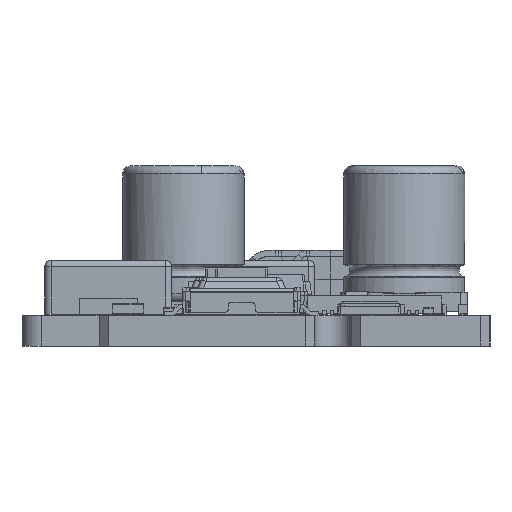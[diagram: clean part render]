
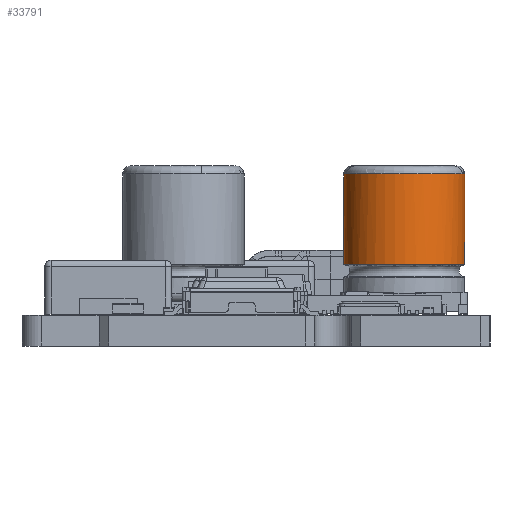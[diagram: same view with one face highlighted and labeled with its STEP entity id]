
A CAD part, left-side view. The second image highlights one B-rep face of the part: STEP entity #33791.
In plain terms, the highlighted cylindrical face has radius 3.15 mm (diameter 6.3 mm), a full revolution.
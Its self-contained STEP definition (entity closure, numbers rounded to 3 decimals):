
#33457 = VERTEX_POINT('',#33458);
#33458 = CARTESIAN_POINT('',(-3.15,0.,2.593));
#33464 = EDGE_CURVE('',#33457,#33457,#33465,.T.);
#33465 = ( BOUNDED_CURVE() B_SPLINE_CURVE(13,(#33466,#33467,#33468,
    #33469,#33470,#33471,#33472,#33473,#33474,#33475,#33476,#33477,
#33478,#33479),.UNSPECIFIED.,.T.,.F.) B_SPLINE_CURVE_WITH_KNOTS((1,13,13
    ,1),(-19.792,0.,19.792,
39.584),.UNSPECIFIED.) CURVE() GEOMETRIC_REPRESENTATION_ITEM() 
RATIONAL_B_SPLINE_CURVE((1.,1.,1.,1.,
    1.,1.,1.,1.,
    1.,1.,1.,1.,1.,1.)) 
REPRESENTATION_ITEM('') );
#33466 = CARTESIAN_POINT('',(-3.15,0.,2.593));
#33467 = CARTESIAN_POINT('',(-3.15,1.5,
    2.593));
#33468 = CARTESIAN_POINT('',(-2.375,3.035,
    2.593));
#33469 = CARTESIAN_POINT('',(-0.779,4.133,
    2.593));
#33470 = CARTESIAN_POINT('',(1.417,4.302,
    2.593));
#33471 = CARTESIAN_POINT('',(3.314,3.132,
    2.593));
#33472 = CARTESIAN_POINT('',(4.706,1.424,
    2.593));
#33473 = CARTESIAN_POINT('',(4.706,-1.424,
    2.593));
#33474 = CARTESIAN_POINT('',(3.314,-3.132,
    2.593));
#33475 = CARTESIAN_POINT('',(1.417,-4.302,
    2.593));
#33476 = CARTESIAN_POINT('',(-0.779,-4.133,
    2.593));
#33477 = CARTESIAN_POINT('',(-2.375,-3.035,
    2.593));
#33478 = CARTESIAN_POINT('',(-3.15,-1.5,2.593));
#33479 = CARTESIAN_POINT('',(-3.15,0.,2.593));
#33791 = ADVANCED_FACE('',(#33792),#33838,.T.);
#33792 = FACE_BOUND('',#33793,.T.);
#33793 = EDGE_LOOP('',(#33794,#33795,#33803,#33812,#33821,#33830,#33837)
  );
#33794 = ORIENTED_EDGE('',*,*,#33464,.F.);
#33795 = ORIENTED_EDGE('',*,*,#33796,.T.);
#33796 = EDGE_CURVE('',#33457,#33797,#33799,.T.);
#33797 = VERTEX_POINT('',#33798);
#33798 = CARTESIAN_POINT('',(-3.15,0.,7.28));
#33799 = LINE('',#33800,#33801);
#33800 = CARTESIAN_POINT('',(-3.15,0.,2.563));
#33801 = VECTOR('',#33802,1.);
#33802 = DIRECTION('',(0.,0.,1.));
#33803 = ORIENTED_EDGE('',*,*,#33804,.T.);
#33804 = EDGE_CURVE('',#33797,#33805,#33807,.T.);
#33805 = VERTEX_POINT('',#33806);
#33806 = CARTESIAN_POINT('',(0.945,3.005,7.28));
#33807 = CIRCLE('',#33808,3.15);
#33808 = AXIS2_PLACEMENT_3D('',#33809,#33810,#33811);
#33809 = CARTESIAN_POINT('',(0.,0.,7.28));
#33810 = DIRECTION('',(0.,0.,-1.));
#33811 = DIRECTION('',(-1.,0.,0.));
#33812 = ORIENTED_EDGE('',*,*,#33813,.T.);
#33813 = EDGE_CURVE('',#33805,#33814,#33816,.T.);
#33814 = VERTEX_POINT('',#33815);
#33815 = CARTESIAN_POINT('',(3.15,0.,7.28));
#33816 = CIRCLE('',#33817,3.15);
#33817 = AXIS2_PLACEMENT_3D('',#33818,#33819,#33820);
#33818 = CARTESIAN_POINT('',(0.,0.,7.28));
#33819 = DIRECTION('',(0.,0.,-1.));
#33820 = DIRECTION('',(-1.,0.,0.));
#33821 = ORIENTED_EDGE('',*,*,#33822,.T.);
#33822 = EDGE_CURVE('',#33814,#33823,#33825,.T.);
#33823 = VERTEX_POINT('',#33824);
#33824 = CARTESIAN_POINT('',(0.945,-3.005,7.28));
#33825 = CIRCLE('',#33826,3.15);
#33826 = AXIS2_PLACEMENT_3D('',#33827,#33828,#33829);
#33827 = CARTESIAN_POINT('',(0.,0.,7.28));
#33828 = DIRECTION('',(0.,0.,-1.));
#33829 = DIRECTION('',(-1.,0.,0.));
#33830 = ORIENTED_EDGE('',*,*,#33831,.T.);
#33831 = EDGE_CURVE('',#33823,#33797,#33832,.T.);
#33832 = CIRCLE('',#33833,3.15);
#33833 = AXIS2_PLACEMENT_3D('',#33834,#33835,#33836);
#33834 = CARTESIAN_POINT('',(0.,0.,7.28));
#33835 = DIRECTION('',(0.,0.,-1.));
#33836 = DIRECTION('',(-1.,0.,0.));
#33837 = ORIENTED_EDGE('',*,*,#33796,.F.);
#33838 = CYLINDRICAL_SURFACE('',#33839,3.15);
#33839 = AXIS2_PLACEMENT_3D('',#33840,#33841,#33842);
#33840 = CARTESIAN_POINT('',(0.,0.,2.563));
#33841 = DIRECTION('',(0.,0.,1.));
#33842 = DIRECTION('',(-1.,0.,0.));
